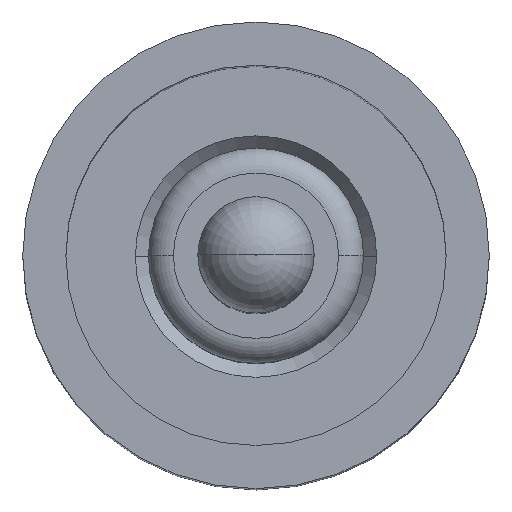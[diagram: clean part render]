
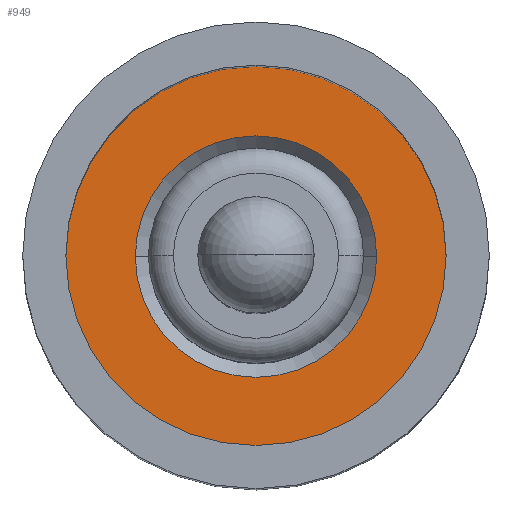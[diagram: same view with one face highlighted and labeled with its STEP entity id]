
A CAD part, top view. The second image highlights one B-rep face of the part: STEP entity #949.
In plain terms, the highlighted planar face has unit normal (0, 0, 1).
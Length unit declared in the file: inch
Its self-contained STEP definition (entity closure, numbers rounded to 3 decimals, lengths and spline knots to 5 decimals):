
#542 = VERTEX_POINT ( 'NONE', #2874 ) ;
#543 = EDGE_CURVE ( 'NONE', #542, #573, #2869, .T. ) ;
#573 = VERTEX_POINT ( 'NONE', #2881 ) ;
#788 = VERTEX_POINT ( 'NONE', #3350 ) ;
#789 = VERTEX_POINT ( 'NONE', #3340 ) ;
#809 = ORIENTED_EDGE ( 'NONE', *, *, #543, .T. ) ;
#810 = ORIENTED_EDGE ( 'NONE', *, *, #811, .T. ) ;
#811 = EDGE_CURVE ( 'NONE', #573, #542, #6774, .T. ) ;
#944 = EDGE_CURVE ( 'NONE', #789, #788, #3720, .T. ) ;
#949 = ADVANCED_FACE ( 'NONE', ( #3751, #3750 ), #3749, .T. ) ;
#950 = EDGE_LOOP ( 'NONE', ( #809, #810 ) ) ;
#951 = EDGE_CURVE ( 'NONE', #788, #789, #3743, .T. ) ;
#987 = EDGE_LOOP ( 'NONE', ( #988, #989 ) ) ;
#988 = ORIENTED_EDGE ( 'NONE', *, *, #944, .T. ) ;
#989 = ORIENTED_EDGE ( 'NONE', *, *, #951, .T. ) ;
#2865 = DIRECTION ( 'NONE',  ( 1., 0., 0. ) ) ;
#2866 = DIRECTION ( 'NONE',  ( 0., 0., -1. ) ) ;
#2867 = CARTESIAN_POINT ( 'NONE',  ( 0., 0., 0.28 ) ) ;
#2868 = AXIS2_PLACEMENT_3D ( 'NONE', #2867, #2866, #2865 ) ;
#2869 = CIRCLE ( 'NONE', #2868, 0.0965 ) ;
#2874 = CARTESIAN_POINT ( 'NONE',  ( 0.0965, 0., 0.28 ) ) ;
#2881 = CARTESIAN_POINT ( 'NONE',  ( -0.0965, 0., 0.28 ) ) ;
#3340 = CARTESIAN_POINT ( 'NONE',  ( -0.165, 0., 0.28 ) ) ;
#3350 = CARTESIAN_POINT ( 'NONE',  ( 0.165, 0., 0.28 ) ) ;
#3716 = DIRECTION ( 'NONE',  ( 1., 0., 0. ) ) ;
#3717 = DIRECTION ( 'NONE',  ( 0., 0., 1. ) ) ;
#3718 = CARTESIAN_POINT ( 'NONE',  ( 0., 0., 0.28 ) ) ;
#3719 = AXIS2_PLACEMENT_3D ( 'NONE', #3718, #3717, #3716 ) ;
#3720 = CIRCLE ( 'NONE', #3719, 0.165 ) ;
#3740 = DIRECTION ( 'NONE',  ( 1., 0., 0. ) ) ;
#3741 = DIRECTION ( 'NONE',  ( 0., 0., 1. ) ) ;
#3742 = AXIS2_PLACEMENT_3D ( 'NONE', #3747, #3741, #3740 ) ;
#3743 = CIRCLE ( 'NONE', #3742, 0.165 ) ;
#3744 = DIRECTION ( 'NONE',  ( 1., 0., 0. ) ) ;
#3745 = DIRECTION ( 'NONE',  ( 0., 0., 1. ) ) ;
#3746 = AXIS2_PLACEMENT_3D ( 'NONE', #3748, #3745, #3744 ) ;
#3747 = CARTESIAN_POINT ( 'NONE',  ( 0., 0., 0.28 ) ) ;
#3748 = CARTESIAN_POINT ( 'NONE',  ( 0., 0., 0.28 ) ) ;
#3749 = PLANE ( 'NONE',  #3746 ) ;
#3750 = FACE_OUTER_BOUND ( 'NONE', #987, .T. ) ;
#3751 = FACE_BOUND ( 'NONE', #950, .T. ) ;
#6774 = CIRCLE ( 'NONE', #6858, 0.0965 ) ;
#6858 = AXIS2_PLACEMENT_3D ( 'NONE', #6947, #6946, #6945 ) ;
#6945 = DIRECTION ( 'NONE',  ( 1., 0., 0. ) ) ;
#6946 = DIRECTION ( 'NONE',  ( 0., 0., -1. ) ) ;
#6947 = CARTESIAN_POINT ( 'NONE',  ( 0., 0., 0.28 ) ) ;
